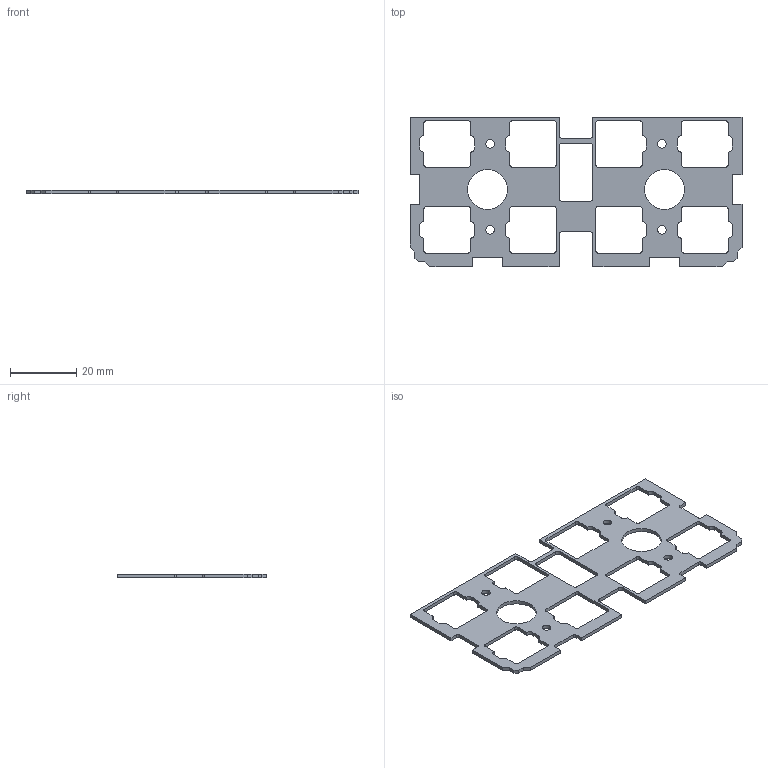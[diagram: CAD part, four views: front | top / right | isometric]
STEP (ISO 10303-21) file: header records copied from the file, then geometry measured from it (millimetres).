
FILE_DESCRIPTION(('KiCad electronic assembly'),'2;1');
FILE_NAME('PCBA-VSNX-PLATE-3D.step','2026-01-14T11:04:11',('Pcbnew'),( 'Kicad'),'Open CASCADE STEP processor 7.8','KiCad to STEP converter' ,'Unknown');
FILE_SCHEMA(('AUTOMOTIVE_DESIGN { 1 0 10303 214 1 1 1 1 }'));
Length unit declared in the file: millimetre
Products named in the file (2): PCBA-VSNX-PLATE-3D 1; kibot_1m0rmjzi_PCB
Assembly tree (1 placements, depth 2):
  PCBA-VSNX-PLATE-3D 1
    kibot_1m0rmjzi_PCB
Bounding box: 100 x 45.16 x 1.11 mm (x, y, z)
Volume: 2389.9 mm3; surface area: 5368.1 mm2
Topology: 1 solids, 1 shells, 178 faces, 528 edges, 352 vertices
Faces by surface type: plane 100, cylinder 78
Full cylindrical faces by diameter (mm): 2.6 x4, 12 x2
Entity records: 6085 total; most frequent: CARTESIAN_POINT 1060, ORIENTED_EDGE 1056, DIRECTION 1044, EDGE_CURVE 528, LINE 372, VECTOR 372, VERTEX_POINT 352, AXIS2_PLACEMENT_3D 336
